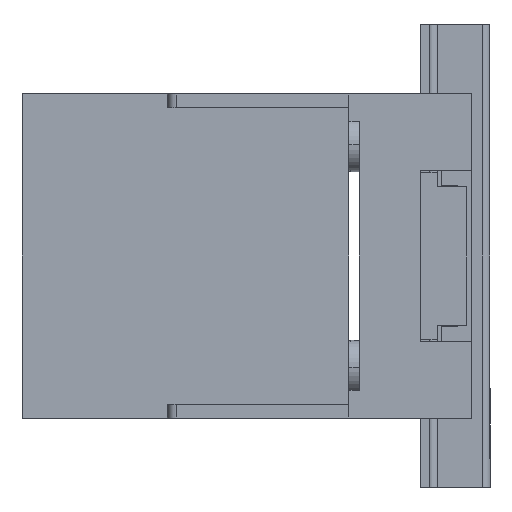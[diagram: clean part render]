
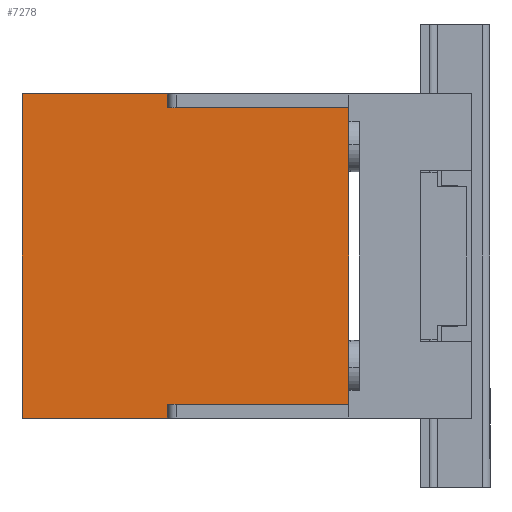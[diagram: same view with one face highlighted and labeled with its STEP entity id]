
A CAD part, left-side view. The second image highlights one B-rep face of the part: STEP entity #7278.
In plain terms, the highlighted face is planar.
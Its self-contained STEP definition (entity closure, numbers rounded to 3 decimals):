
#135 = CARTESIAN_POINT ( 'NONE',  ( 40., 0., -16. ) ) ;
#527 = CARTESIAN_POINT ( 'NONE',  ( 40., 35.3, 17.5 ) ) ;
#807 = EDGE_CURVE ( 'NONE', #17798, #18565, #9231, .T. ) ;
#1744 = EDGE_CURVE ( 'NONE', #11934, #5801, #9397, .T. ) ;
#2262 = DIRECTION ( 'NONE',  ( 0., 1., 0. ) ) ;
#2474 = DIRECTION ( 'NONE',  ( 0., 0., -1. ) ) ;
#2620 = VECTOR ( 'NONE', #9518, 1000. ) ;
#3505 = EDGE_CURVE ( 'NONE', #17798, #13097, #9332, .T. ) ;
#3576 = CARTESIAN_POINT ( 'NONE',  ( 40., -32.035, -16. ) ) ;
#3594 = ORIENTED_EDGE ( 'NONE', *, *, #1744, .T. ) ;
#4408 = CARTESIAN_POINT ( 'NONE',  ( 40., 35.3, 17.5 ) ) ;
#4804 = CARTESIAN_POINT ( 'NONE',  ( 40., 35.3, -17.5 ) ) ;
#5033 = CARTESIAN_POINT ( 'NONE',  ( 40., 19.6, -17.5 ) ) ;
#5133 = VECTOR ( 'NONE', #15986, 1000. ) ;
#5195 = DIRECTION ( 'NONE',  ( 0., 0., 1. ) ) ;
#5570 = CARTESIAN_POINT ( 'NONE',  ( 40., 0., 16. ) ) ;
#5801 = VERTEX_POINT ( 'NONE', #4804 ) ;
#5816 = LINE ( 'NONE', #4408, #13070 ) ;
#5880 = FACE_OUTER_BOUND ( 'NONE', #14482, .T. ) ;
#6519 = EDGE_CURVE ( 'NONE', #18565, #10018, #11331, .T. ) ;
#6884 = EDGE_CURVE ( 'NONE', #18628, #15098, #16755, .T. ) ;
#7035 = CARTESIAN_POINT ( 'NONE',  ( 40., 19.6, -16. ) ) ;
#7113 = DIRECTION ( 'NONE',  ( -1., 0., 0. ) ) ;
#7278 = ADVANCED_FACE ( 'NONE', ( #5880 ), #14259, .F. ) ;
#7728 = CARTESIAN_POINT ( 'NONE',  ( 40., -32.035, 16. ) ) ;
#7919 = VECTOR ( 'NONE', #13022, 1000. ) ;
#7996 = AXIS2_PLACEMENT_3D ( 'NONE', #15768, #7113, #14626 ) ;
#8106 = LINE ( 'NONE', #13874, #13334 ) ;
#8645 = ORIENTED_EDGE ( 'NONE', *, *, #6519, .T. ) ;
#8910 = EDGE_CURVE ( 'NONE', #11934, #10018, #14212, .T. ) ;
#9224 = ORIENTED_EDGE ( 'NONE', *, *, #807, .T. ) ;
#9231 = LINE ( 'NONE', #5570, #12628 ) ;
#9332 = LINE ( 'NONE', #7728, #14090 ) ;
#9397 = LINE ( 'NONE', #10981, #2620 ) ;
#9518 = DIRECTION ( 'NONE',  ( 0., 1., 0. ) ) ;
#9520 = CARTESIAN_POINT ( 'NONE',  ( 40., 0., 16. ) ) ;
#9747 = VECTOR ( 'NONE', #2262, 1000. ) ;
#10018 = VERTEX_POINT ( 'NONE', #7035 ) ;
#10981 = CARTESIAN_POINT ( 'NONE',  ( 40., 19.6, -17.5 ) ) ;
#11124 = ORIENTED_EDGE ( 'NONE', *, *, #17357, .T. ) ;
#11331 = LINE ( 'NONE', #3576, #9747 ) ;
#11934 = VERTEX_POINT ( 'NONE', #5033 ) ;
#12628 = VECTOR ( 'NONE', #2474, 1000. ) ;
#12904 = CARTESIAN_POINT ( 'NONE',  ( 40., 19.6, 17.5 ) ) ;
#13022 = DIRECTION ( 'NONE',  ( 0., 1., 0. ) ) ;
#13070 = VECTOR ( 'NONE', #14475, 1000. ) ;
#13097 = VERTEX_POINT ( 'NONE', #13370 ) ;
#13334 = VECTOR ( 'NONE', #5195, 1000. ) ;
#13347 = ORIENTED_EDGE ( 'NONE', *, *, #15769, .F. ) ;
#13365 = CARTESIAN_POINT ( 'NONE',  ( 40., 19.6, 17.5 ) ) ;
#13370 = CARTESIAN_POINT ( 'NONE',  ( 40., 19.6, 16. ) ) ;
#13874 = CARTESIAN_POINT ( 'NONE',  ( 40., 19.6, 17.5 ) ) ;
#14090 = VECTOR ( 'NONE', #17872, 1000. ) ;
#14212 = LINE ( 'NONE', #12904, #5133 ) ;
#14259 = PLANE ( 'NONE',  #7996 ) ;
#14475 = DIRECTION ( 'NONE',  ( 0., 0., 1. ) ) ;
#14482 = EDGE_LOOP ( 'NONE', ( #13347, #15251, #9224, #8645, #15039, #3594, #11124, #16090 ) ) ;
#14626 = DIRECTION ( 'NONE',  ( 0., 0., 1. ) ) ;
#15039 = ORIENTED_EDGE ( 'NONE', *, *, #8910, .F. ) ;
#15098 = VERTEX_POINT ( 'NONE', #527 ) ;
#15251 = ORIENTED_EDGE ( 'NONE', *, *, #3505, .F. ) ;
#15768 = CARTESIAN_POINT ( 'NONE',  ( 40., 19.6, 17.5 ) ) ;
#15769 = EDGE_CURVE ( 'NONE', #13097, #18628, #8106, .T. ) ;
#15849 = CARTESIAN_POINT ( 'NONE',  ( 40., 19.6, 17.5 ) ) ;
#15986 = DIRECTION ( 'NONE',  ( 0., 0., 1. ) ) ;
#16090 = ORIENTED_EDGE ( 'NONE', *, *, #6884, .F. ) ;
#16755 = LINE ( 'NONE', #15849, #7919 ) ;
#17357 = EDGE_CURVE ( 'NONE', #5801, #15098, #5816, .T. ) ;
#17798 = VERTEX_POINT ( 'NONE', #9520 ) ;
#17872 = DIRECTION ( 'NONE',  ( 0., 1., 0. ) ) ;
#18565 = VERTEX_POINT ( 'NONE', #135 ) ;
#18628 = VERTEX_POINT ( 'NONE', #13365 ) ;
